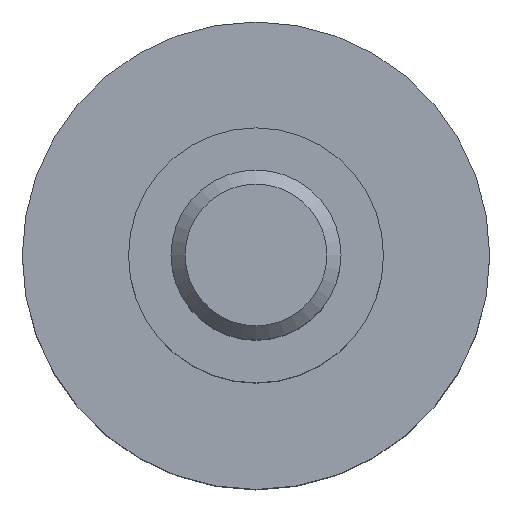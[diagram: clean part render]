
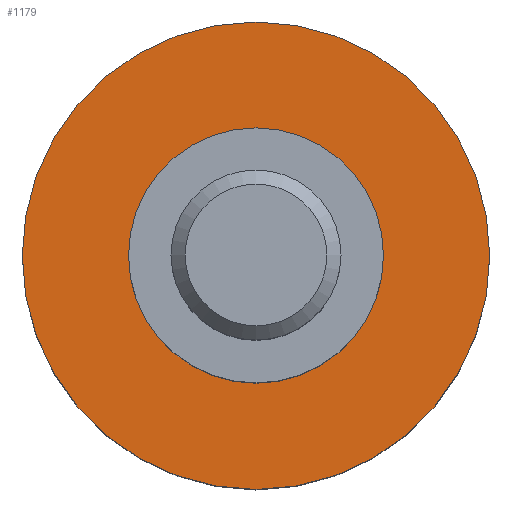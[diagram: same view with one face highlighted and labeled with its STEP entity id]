
A CAD part, top view. The second image highlights one B-rep face of the part: STEP entity #1179.
In plain terms, the highlighted planar face has unit normal (0, 0, 1).
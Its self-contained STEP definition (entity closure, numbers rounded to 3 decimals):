
#1159 = VERTEX_POINT('',#1160);
#1160 = CARTESIAN_POINT('',(4.5,0.,10.));
#1168 = EDGE_CURVE('',#1159,#1159,#1169,.T.);
#1169 = CIRCLE('',#1170,4.5);
#1170 = AXIS2_PLACEMENT_3D('',#1171,#1172,#1173);
#1171 = CARTESIAN_POINT('',(0.,0.,10.));
#1172 = DIRECTION('',(0.,0.,1.));
#1173 = DIRECTION('',(1.,0.,0.));
#1179 = ADVANCED_FACE('',(#1180,#1191),#1194,.T.);
#1180 = FACE_BOUND('',#1181,.T.);
#1181 = EDGE_LOOP('',(#1182));
#1182 = ORIENTED_EDGE('',*,*,#1183,.T.);
#1183 = EDGE_CURVE('',#1184,#1184,#1186,.T.);
#1184 = VERTEX_POINT('',#1185);
#1185 = CARTESIAN_POINT('',(8.25,0.,10.));
#1186 = CIRCLE('',#1187,8.25);
#1187 = AXIS2_PLACEMENT_3D('',#1188,#1189,#1190);
#1188 = CARTESIAN_POINT('',(0.,0.,10.));
#1189 = DIRECTION('',(0.,0.,1.));
#1190 = DIRECTION('',(1.,0.,0.));
#1191 = FACE_BOUND('',#1192,.T.);
#1192 = EDGE_LOOP('',(#1193));
#1193 = ORIENTED_EDGE('',*,*,#1168,.F.);
#1194 = PLANE('',#1195);
#1195 = AXIS2_PLACEMENT_3D('',#1196,#1197,#1198);
#1196 = CARTESIAN_POINT('',(0.,0.,10.)
  );
#1197 = DIRECTION('',(0.,0.,1.));
#1198 = DIRECTION('',(1.,0.,0.));
